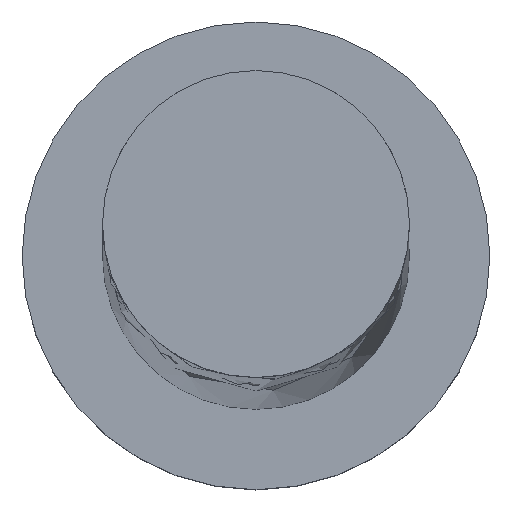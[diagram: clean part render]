
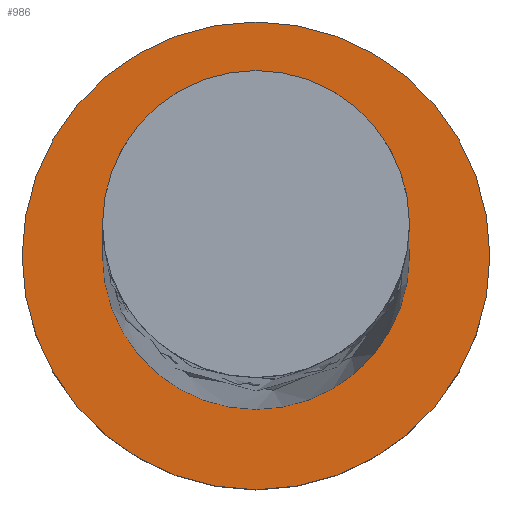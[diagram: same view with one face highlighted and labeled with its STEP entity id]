
A CAD part, top view. The second image highlights one B-rep face of the part: STEP entity #986.
In plain terms, the highlighted planar face has unit normal (0, 0, 1).
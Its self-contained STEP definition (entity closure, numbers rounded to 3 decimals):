
#14 = DIRECTION ( 'NONE',  ( 1., 0., 0. ) ) ;
#21 = CARTESIAN_POINT ( 'NONE',  ( -5.25, 0., 5. ) ) ;
#41 = VERTEX_POINT ( 'NONE', #301 ) ;
#47 = DIRECTION ( 'NONE',  ( 1., 0., 0. ) ) ;
#60 = DIRECTION ( 'NONE',  ( 0., 0., 1. ) ) ;
#102 = VERTEX_POINT ( 'NONE', #1433 ) ;
#148 = EDGE_CURVE ( 'NONE', #102, #41, #793, .T. ) ;
#180 = PLANE ( 'NONE',  #2009 ) ;
#213 = CIRCLE ( 'NONE', #1102, 8. ) ;
#214 = ORIENTED_EDGE ( 'NONE', *, *, #148, .T. ) ;
#301 = CARTESIAN_POINT ( 'NONE',  ( -8., 0., 5. ) ) ;
#317 = DIRECTION ( 'NONE',  ( 0., 0., 1. ) ) ;
#485 = CARTESIAN_POINT ( 'NONE',  ( 0., 0., 5. ) ) ;
#488 = DIRECTION ( 'NONE',  ( 1., 0., 0. ) ) ;
#552 = EDGE_LOOP ( 'NONE', ( #1519, #1386 ) ) ;
#567 = AXIS2_PLACEMENT_3D ( 'NONE', #972, #1581, #1616 ) ;
#568 = CARTESIAN_POINT ( 'NONE',  ( 0., 0., 5. ) ) ;
#669 = EDGE_CURVE ( 'NONE', #1357, #1670, #1329, .T. ) ;
#766 = EDGE_CURVE ( 'NONE', #1670, #1357, #1902, .T. ) ;
#793 = CIRCLE ( 'NONE', #1211, 8. ) ;
#972 = CARTESIAN_POINT ( 'NONE',  ( 0., 0., 5. ) ) ;
#986 = ADVANCED_FACE ( 'NONE', ( #1768, #1136 ), #180, .T. ) ;
#1102 = AXIS2_PLACEMENT_3D ( 'NONE', #568, #60, #47 ) ;
#1104 = DIRECTION ( 'NONE',  ( 1., 0., 0. ) ) ;
#1136 = FACE_OUTER_BOUND ( 'NONE', #1622, .T. ) ;
#1211 = AXIS2_PLACEMENT_3D ( 'NONE', #1727, #1256, #488 ) ;
#1256 = DIRECTION ( 'NONE',  ( 0., 0., 1. ) ) ;
#1324 = ORIENTED_EDGE ( 'NONE', *, *, #2022, .T. ) ;
#1329 = CIRCLE ( 'NONE', #567, 5.25 ) ;
#1357 = VERTEX_POINT ( 'NONE', #1583 ) ;
#1386 = ORIENTED_EDGE ( 'NONE', *, *, #669, .F. ) ;
#1433 = CARTESIAN_POINT ( 'NONE',  ( 8., 0., 5. ) ) ;
#1519 = ORIENTED_EDGE ( 'NONE', *, *, #766, .F. ) ;
#1581 = DIRECTION ( 'NONE',  ( 0., 0., 1. ) ) ;
#1583 = CARTESIAN_POINT ( 'NONE',  ( 5.25, 0., 5. ) ) ;
#1616 = DIRECTION ( 'NONE',  ( 1., 0., 0. ) ) ;
#1622 = EDGE_LOOP ( 'NONE', ( #1324, #214 ) ) ;
#1670 = VERTEX_POINT ( 'NONE', #21 ) ;
#1727 = CARTESIAN_POINT ( 'NONE',  ( 0., 0., 5. ) ) ;
#1734 = AXIS2_PLACEMENT_3D ( 'NONE', #485, #317, #1104 ) ;
#1768 = FACE_BOUND ( 'NONE', #552, .T. ) ;
#1902 = CIRCLE ( 'NONE', #1734, 5.25 ) ;
#1907 = DIRECTION ( 'NONE',  ( 0., 0., 1. ) ) ;
#1940 = CARTESIAN_POINT ( 'NONE',  ( 0., 0., 5. ) ) ;
#2009 = AXIS2_PLACEMENT_3D ( 'NONE', #1940, #1907, #14 ) ;
#2022 = EDGE_CURVE ( 'NONE', #41, #102, #213, .T. ) ;
